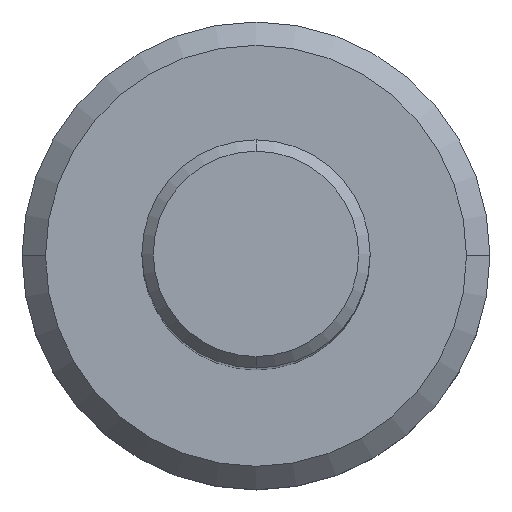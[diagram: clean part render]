
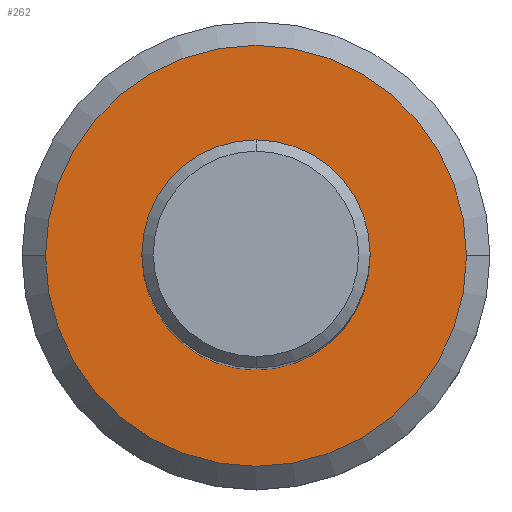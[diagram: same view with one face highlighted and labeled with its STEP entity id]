
A CAD part, top view. The second image highlights one B-rep face of the part: STEP entity #262.
In plain terms, the highlighted planar face has unit normal (0, 0, 1).
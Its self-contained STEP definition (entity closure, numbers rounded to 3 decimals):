
#160=EDGE_CURVE('',#254,#304,#382,.T.);
#176=EDGE_CURVE('',#298,#208,#402,.T.);
#208=VERTEX_POINT('',#439);
#214=EDGE_CURVE('',#208,#298,#445,.T.);
#254=VERTEX_POINT('',#490);
#262=ADVANCED_FACE('',(#498,#499),#500,.T.);
#298=VERTEX_POINT('',#541);
#304=VERTEX_POINT('',#547);
#324=EDGE_CURVE('',#304,#254,#567,.T.);
#382=CIRCLE('',#624,1.4);
#402=CIRCLE('',#647,9.225);
#439=CARTESIAN_POINT('',(9.225,0.,-48.0));
#445=CIRCLE('',#706,9.225);
#490=CARTESIAN_POINT('',(-1.4,0.0,-48.0));
#498=FACE_OUTER_BOUND('',#774,.T.);
#499=FACE_BOUND('',#775,.T.);
#500=PLANE('',#776);
#541=CARTESIAN_POINT('',(-9.225,0.0,-48.0));
#547=CARTESIAN_POINT('',(1.4,0.,-48.0));
#567=CIRCLE('',#860,1.4);
#624=AXIS2_PLACEMENT_3D('',#920,#921,#922);
#647=AXIS2_PLACEMENT_3D('',#962,#963,#964);
#706=AXIS2_PLACEMENT_3D('',#1022,#1023,#1024);
#774=EDGE_LOOP('',(#1088,#1089));
#775=EDGE_LOOP('',(#1090,#1091));
#776=AXIS2_PLACEMENT_3D('',#1092,#1093,#1094);
#860=AXIS2_PLACEMENT_3D('',#1153,#1154,#1155);
#920=CARTESIAN_POINT('',(0.0,0.0,-48.0));
#921=DIRECTION('',(0.0,0.0,-1.0));
#922=DIRECTION('',(-1.0,0.0,0.0));
#962=CARTESIAN_POINT('',(0.0,0.0,-48.0));
#963=DIRECTION('',(0.0,0.0,-1.0));
#964=DIRECTION('',(-1.0,0.0,0.0));
#1022=CARTESIAN_POINT('',(0.0,0.0,-48.0));
#1023=DIRECTION('',(0.0,0.0,-1.0));
#1024=DIRECTION('',(-1.0,0.0,0.0));
#1088=ORIENTED_EDGE('',*,*,#176,.F.);
#1089=ORIENTED_EDGE('',*,*,#214,.F.);
#1090=ORIENTED_EDGE('',*,*,#160,.T.);
#1091=ORIENTED_EDGE('',*,*,#324,.T.);
#1092=CARTESIAN_POINT('',(-5.313,0.0,-48.0));
#1093=DIRECTION('',(0.0,0.0,1.0));
#1094=DIRECTION('',(1.0,0.0,0.0));
#1153=CARTESIAN_POINT('',(0.0,0.0,-48.0));
#1154=DIRECTION('',(0.0,0.0,-1.0));
#1155=DIRECTION('',(-1.0,0.0,0.0));
